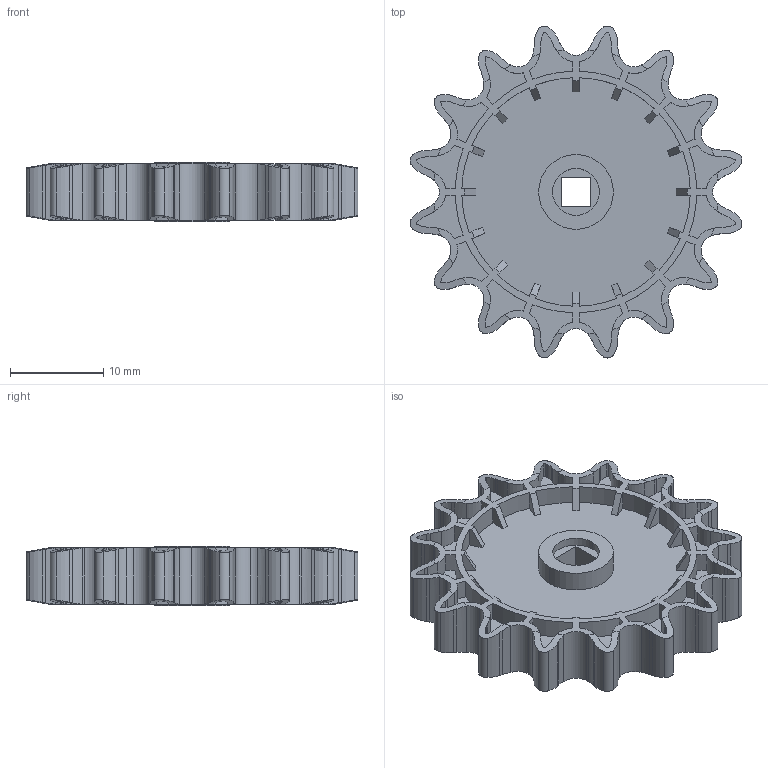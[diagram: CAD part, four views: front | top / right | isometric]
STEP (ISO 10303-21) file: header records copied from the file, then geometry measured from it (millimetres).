
FILE_DESCRIPTION (( 'STEP AP214' ), '1' );
FILE_NAME ('228-2500-233 Rev2.STEP', '2014-03-06T21:42:59', ( '' ), ( '' ), 'SwSTEP 2.0', 'SolidWorks 2013', '' );
FILE_SCHEMA (( 'AUTOMOTIVE_DESIGN' ));
Length unit declared in the file: millimetre
Products named in the file (1): 228-2500-233 Rev2
Bounding box: 35.53 x 35.53 x 6.35 mm (x, y, z)
Volume: 2514.3 mm3; surface area: 4134.9 mm2
Topology: 1 solids, 1 shells, 755 faces, 2241 edges, 1494 vertices
Faces by surface type: cylinder 423, plane 300, cone 32
Entity records: 34918 total; most frequent: CARTESIAN_POINT 6883, ORIENTED_EDGE 4482, DIRECTION 3847, EDGE_CURVE 2241, VERTEX_POINT 1494, AXIS2_PLACEMENT_3D 1386, VECTOR 1075, LINE 1075
